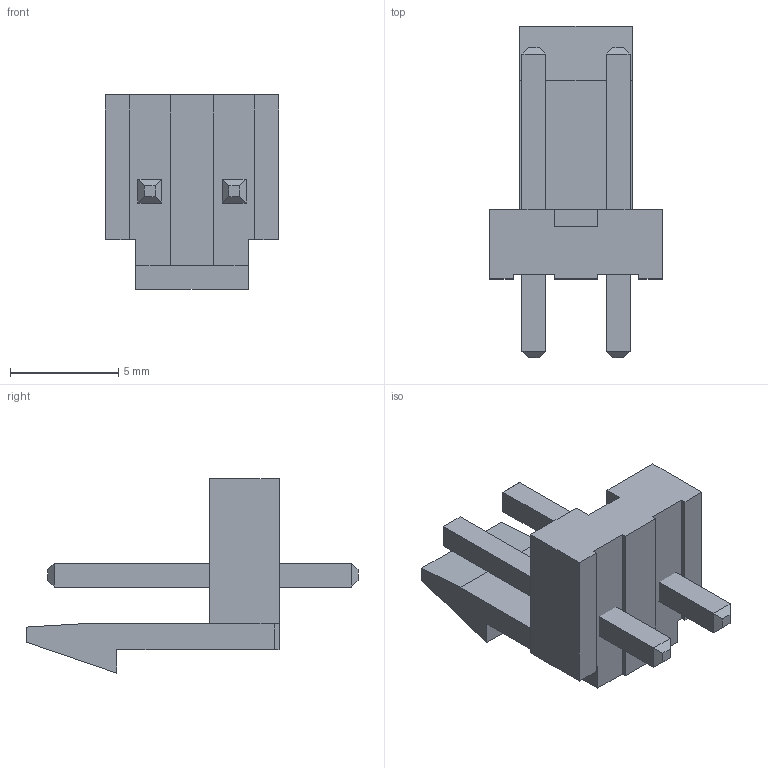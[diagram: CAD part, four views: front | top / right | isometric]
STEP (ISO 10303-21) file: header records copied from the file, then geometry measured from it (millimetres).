
FILE_DESCRIPTION(/* description */ (''),/* implementation_level */ '2;1');
FILE_NAME(/* name */ 'Molex 2 Pin.step',/* time_stamp */ '2021-09-03T11:59:05+07:00',/* author */ (''),/* organization */ (''),/* preprocessor_version */ 'ST-DEVELOPER v18.1',/* originating_system */ 'Autodesk Translation Framework v10.10.0.1391',/* authorisation */ '');
FILE_SCHEMA (('AUTOMOTIVE_DESIGN { 1 0 10303 214 3 1 1 }'));
Length unit declared in the file: millimetre
Products named in the file (1): Molex 2 pin
Bounding box: 8 x 15.35 x 8.98 mm (x, y, z)
Volume: 271.7 mm3; surface area: 479.6 mm2
Topology: 3 solids, 3 shells, 59 faces, 141 edges, 88 vertices
Faces by surface type: plane 59
Entity records: 1696 total; most frequent: CARTESIAN_POINT 289, ORIENTED_EDGE 282, DIRECTION 261, LINE 141, VECTOR 141, EDGE_CURVE 141, VERTEX_POINT 88, AXIS2_PLACEMENT_3D 60
